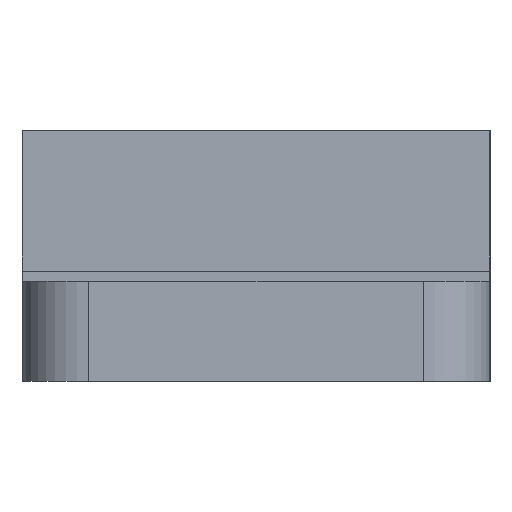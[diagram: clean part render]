
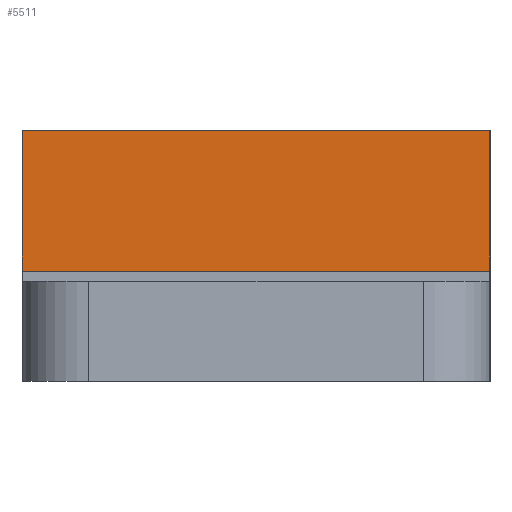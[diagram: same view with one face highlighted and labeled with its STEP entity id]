
A CAD part, left-side view. The second image highlights one B-rep face of the part: STEP entity #5511.
In plain terms, the highlighted planar face has unit normal (-1, 0, 0).
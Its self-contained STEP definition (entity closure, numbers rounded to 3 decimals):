
#170 = PLANE('',#171);
#171 = AXIS2_PLACEMENT_3D('',#172,#173,#174);
#172 = CARTESIAN_POINT('',(38.963,7.,2.784));
#173 = DIRECTION('',(0.,-1.,0.));
#174 = DIRECTION('',(0.,0.,-1.));
#249 = PLANE('',#250);
#250 = AXIS2_PLACEMENT_3D('',#251,#252,#253);
#251 = CARTESIAN_POINT('',(38.963,-7.,2.784));
#252 = DIRECTION('',(0.,1.,0.));
#253 = DIRECTION('',(0.,0.,1.));
#2584 = VERTEX_POINT('',#2585);
#2585 = CARTESIAN_POINT('',(9.5,7.,7.5));
#2599 = PLANE('',#2600);
#2600 = AXIS2_PLACEMENT_3D('',#2601,#2602,#2603);
#2601 = CARTESIAN_POINT('',(9.5,7.,7.5));
#2602 = DIRECTION('',(0.,0.,1.));
#2603 = DIRECTION('',(1.,0.,0.));
#2611 = EDGE_CURVE('',#2612,#2584,#2614,.T.);
#2612 = VERTEX_POINT('',#2613);
#2613 = CARTESIAN_POINT('',(9.5,7.,3.3));
#2614 = SURFACE_CURVE('',#2615,(#2619,#2626),.PCURVE_S1.);
#2615 = LINE('',#2616,#2617);
#2616 = CARTESIAN_POINT('',(9.5,7.,3.3));
#2617 = VECTOR('',#2618,1.);
#2618 = DIRECTION('',(0.,0.,1.));
#2619 = PCURVE('',#170,#2620);
#2620 = DEFINITIONAL_REPRESENTATION('',(#2621),#2625);
#2621 = LINE('',#2622,#2623);
#2622 = CARTESIAN_POINT('',(-0.516,-29.463));
#2623 = VECTOR('',#2624,1.);
#2624 = DIRECTION('',(-1.,0.));
#2625 = ( GEOMETRIC_REPRESENTATION_CONTEXT(2) 
PARAMETRIC_REPRESENTATION_CONTEXT() REPRESENTATION_CONTEXT('2D SPACE',''
  ) );
#2626 = PCURVE('',#2627,#2632);
#2627 = PLANE('',#2628);
#2628 = AXIS2_PLACEMENT_3D('',#2629,#2630,#2631);
#2629 = CARTESIAN_POINT('',(9.5,7.,3.3));
#2630 = DIRECTION('',(-1.,0.,0.));
#2631 = DIRECTION('',(0.,0.,1.));
#2632 = DEFINITIONAL_REPRESENTATION('',(#2633),#2637);
#2633 = LINE('',#2634,#2635);
#2634 = CARTESIAN_POINT('',(0.,0.));
#2635 = VECTOR('',#2636,1.);
#2636 = DIRECTION('',(1.,0.));
#2637 = ( GEOMETRIC_REPRESENTATION_CONTEXT(2) 
PARAMETRIC_REPRESENTATION_CONTEXT() REPRESENTATION_CONTEXT('2D SPACE',''
  ) );
#2655 = PLANE('',#2656);
#2656 = AXIS2_PLACEMENT_3D('',#2657,#2658,#2659);
#2657 = CARTESIAN_POINT('',(7.,7.,3.3));
#2658 = DIRECTION('',(0.,0.,1.));
#2659 = DIRECTION('',(1.,0.,0.));
#3080 = VERTEX_POINT('',#3081);
#3081 = CARTESIAN_POINT('',(9.5,-7.,3.3));
#3102 = EDGE_CURVE('',#3080,#3103,#3105,.T.);
#3103 = VERTEX_POINT('',#3104);
#3104 = CARTESIAN_POINT('',(9.5,-7.,7.5));
#3105 = SURFACE_CURVE('',#3106,(#3110,#3117),.PCURVE_S1.);
#3106 = LINE('',#3107,#3108);
#3107 = CARTESIAN_POINT('',(9.5,-7.,3.3));
#3108 = VECTOR('',#3109,1.);
#3109 = DIRECTION('',(0.,0.,1.));
#3110 = PCURVE('',#249,#3111);
#3111 = DEFINITIONAL_REPRESENTATION('',(#3112),#3116);
#3112 = LINE('',#3113,#3114);
#3113 = CARTESIAN_POINT('',(0.516,-29.463));
#3114 = VECTOR('',#3115,1.);
#3115 = DIRECTION('',(1.,0.));
#3116 = ( GEOMETRIC_REPRESENTATION_CONTEXT(2) 
PARAMETRIC_REPRESENTATION_CONTEXT() REPRESENTATION_CONTEXT('2D SPACE',''
  ) );
#3117 = PCURVE('',#2627,#3118);
#3118 = DEFINITIONAL_REPRESENTATION('',(#3119),#3123);
#3119 = LINE('',#3120,#3121);
#3120 = CARTESIAN_POINT('',(0.,-14.));
#3121 = VECTOR('',#3122,1.);
#3122 = DIRECTION('',(1.,0.));
#3123 = ( GEOMETRIC_REPRESENTATION_CONTEXT(2) 
PARAMETRIC_REPRESENTATION_CONTEXT() REPRESENTATION_CONTEXT('2D SPACE',''
  ) );
#5441 = EDGE_CURVE('',#2612,#3080,#5442,.T.);
#5442 = SURFACE_CURVE('',#5443,(#5447,#5454),.PCURVE_S1.);
#5443 = LINE('',#5444,#5445);
#5444 = CARTESIAN_POINT('',(9.5,7.,3.3));
#5445 = VECTOR('',#5446,1.);
#5446 = DIRECTION('',(0.,-1.,0.));
#5447 = PCURVE('',#2655,#5448);
#5448 = DEFINITIONAL_REPRESENTATION('',(#5449),#5453);
#5449 = LINE('',#5450,#5451);
#5450 = CARTESIAN_POINT('',(2.5,0.));
#5451 = VECTOR('',#5452,1.);
#5452 = DIRECTION('',(0.,-1.));
#5453 = ( GEOMETRIC_REPRESENTATION_CONTEXT(2) 
PARAMETRIC_REPRESENTATION_CONTEXT() REPRESENTATION_CONTEXT('2D SPACE',''
  ) );
#5454 = PCURVE('',#2627,#5455);
#5455 = DEFINITIONAL_REPRESENTATION('',(#5456),#5460);
#5456 = LINE('',#5457,#5458);
#5457 = CARTESIAN_POINT('',(0.,0.));
#5458 = VECTOR('',#5459,1.);
#5459 = DIRECTION('',(0.,-1.));
#5460 = ( GEOMETRIC_REPRESENTATION_CONTEXT(2) 
PARAMETRIC_REPRESENTATION_CONTEXT() REPRESENTATION_CONTEXT('2D SPACE',''
  ) );
#5511 = ADVANCED_FACE('',(#5512),#2627,.T.);
#5512 = FACE_BOUND('',#5513,.T.);
#5513 = EDGE_LOOP('',(#5514,#5515,#5516,#5537));
#5514 = ORIENTED_EDGE('',*,*,#5441,.T.);
#5515 = ORIENTED_EDGE('',*,*,#3102,.T.);
#5516 = ORIENTED_EDGE('',*,*,#5517,.F.);
#5517 = EDGE_CURVE('',#2584,#3103,#5518,.T.);
#5518 = SURFACE_CURVE('',#5519,(#5523,#5530),.PCURVE_S1.);
#5519 = LINE('',#5520,#5521);
#5520 = CARTESIAN_POINT('',(9.5,7.,7.5));
#5521 = VECTOR('',#5522,1.);
#5522 = DIRECTION('',(0.,-1.,0.));
#5523 = PCURVE('',#2627,#5524);
#5524 = DEFINITIONAL_REPRESENTATION('',(#5525),#5529);
#5525 = LINE('',#5526,#5527);
#5526 = CARTESIAN_POINT('',(4.2,0.));
#5527 = VECTOR('',#5528,1.);
#5528 = DIRECTION('',(0.,-1.));
#5529 = ( GEOMETRIC_REPRESENTATION_CONTEXT(2) 
PARAMETRIC_REPRESENTATION_CONTEXT() REPRESENTATION_CONTEXT('2D SPACE',''
  ) );
#5530 = PCURVE('',#2599,#5531);
#5531 = DEFINITIONAL_REPRESENTATION('',(#5532),#5536);
#5532 = LINE('',#5533,#5534);
#5533 = CARTESIAN_POINT('',(0.,0.));
#5534 = VECTOR('',#5535,1.);
#5535 = DIRECTION('',(0.,-1.));
#5536 = ( GEOMETRIC_REPRESENTATION_CONTEXT(2) 
PARAMETRIC_REPRESENTATION_CONTEXT() REPRESENTATION_CONTEXT('2D SPACE',''
  ) );
#5537 = ORIENTED_EDGE('',*,*,#2611,.F.);
